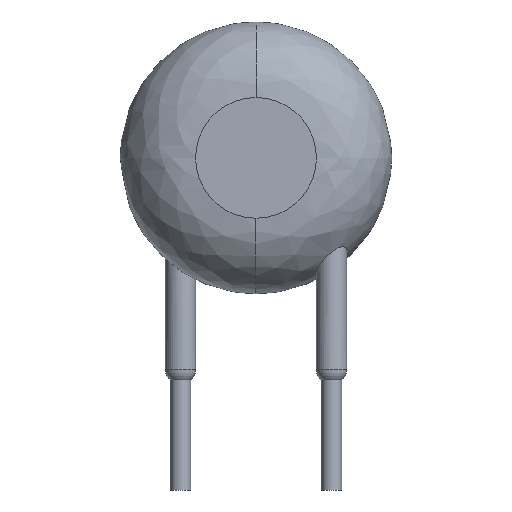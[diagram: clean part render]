
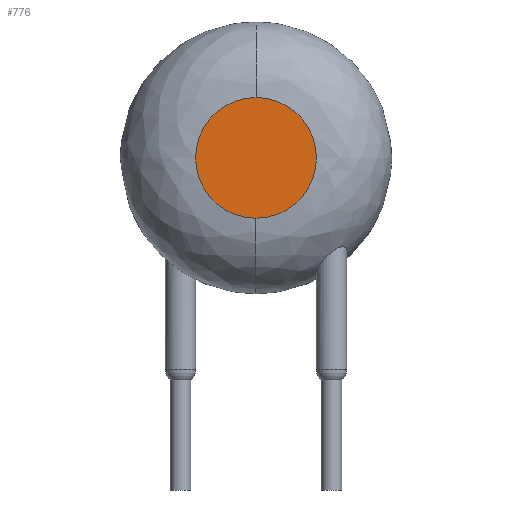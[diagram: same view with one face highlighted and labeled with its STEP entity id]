
A CAD part, front view. The second image highlights one B-rep face of the part: STEP entity #776.
In plain terms, the highlighted planar face has unit normal (0, -1, 0).
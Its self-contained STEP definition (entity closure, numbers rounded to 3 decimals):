
#343=CARTESIAN_POINT('',(0.,-2.5,9.5));
#344=VERTEX_POINT('',#343);
#370=CARTESIAN_POINT('',(0.,-2.5,5.5));
#371=VERTEX_POINT('',#370);
#379=CARTESIAN_POINT('',(-2.,-2.5,7.5));
#380=VERTEX_POINT('',#379);
#381=CARTESIAN_POINT('',(0.,-2.5,7.5));
#382=DIRECTION('',(0.0,1.0,0.0));
#383=DIRECTION('',(1.0,0.0,0.0));
#384=AXIS2_PLACEMENT_3D('',#381,#382,#383);
#385=CIRCLE('',#384,2.);
#386=EDGE_CURVE('',#371,#380,#385,.T.);
#388=CARTESIAN_POINT('',(0.,-2.5,7.5));
#389=DIRECTION('',(0.0,1.0,0.0));
#390=DIRECTION('',(1.0,0.0,0.0));
#391=AXIS2_PLACEMENT_3D('',#388,#389,#390);
#392=CIRCLE('',#391,2.);
#393=EDGE_CURVE('',#380,#344,#392,.T.);
#760=CARTESIAN_POINT('',(-2.,-2.5,7.5));
#761=DIRECTION('',(0.0,-1.0,0.0));
#762=DIRECTION('',(0.0,0.0,-1.0));
#763=AXIS2_PLACEMENT_3D('',#760,#761,#762);
#764=PLANE('',#763);
#765=ORIENTED_EDGE('',*,*,#393,.F.);
#766=ORIENTED_EDGE('',*,*,#386,.F.);
#767=CARTESIAN_POINT('',(0.,-2.5,7.5));
#768=DIRECTION('',(0.0,1.0,0.0));
#769=DIRECTION('',(1.0,0.0,0.0));
#770=AXIS2_PLACEMENT_3D('',#767,#768,#769);
#771=CIRCLE('',#770,2.);
#772=EDGE_CURVE('',#344,#371,#771,.T.);
#773=ORIENTED_EDGE('',*,*,#772,.F.);
#774=EDGE_LOOP('',(#765,#766,#773));
#775=FACE_OUTER_BOUND('',#774,.T.);
#776=ADVANCED_FACE('',(#775),#764,.T.);
